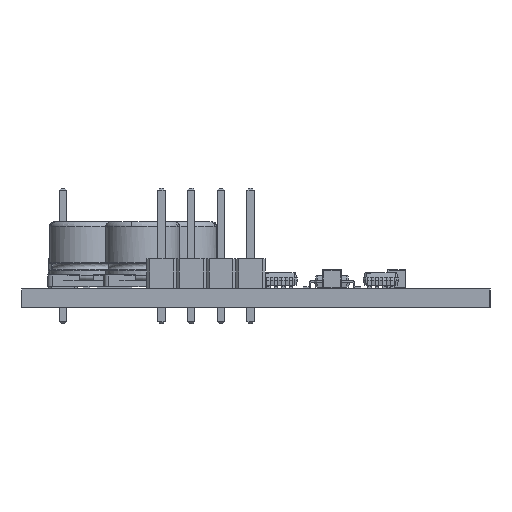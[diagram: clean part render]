
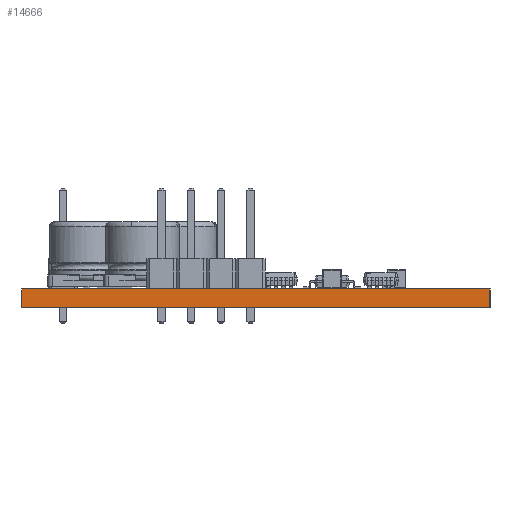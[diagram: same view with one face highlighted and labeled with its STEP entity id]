
A CAD part, left-side view. The second image highlights one B-rep face of the part: STEP entity #14666.
In plain terms, the highlighted planar face has unit normal (-1, 0, 0).
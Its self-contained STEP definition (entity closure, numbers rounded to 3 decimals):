
#14610 = VERTEX_POINT('',#14611);
#14611 = CARTESIAN_POINT('',(50.,-90.,1.6));
#14617 = EDGE_CURVE('',#14618,#14610,#14620,.T.);
#14618 = VERTEX_POINT('',#14619);
#14619 = CARTESIAN_POINT('',(50.,-90.,0.));
#14620 = LINE('',#14621,#14622);
#14621 = CARTESIAN_POINT('',(50.,-90.,0.));
#14622 = VECTOR('',#14623,1.);
#14623 = DIRECTION('',(0.,0.,1.));
#14666 = ADVANCED_FACE('',(#14667),#14692,.T.);
#14667 = FACE_BOUND('',#14668,.T.);
#14668 = EDGE_LOOP('',(#14669,#14670,#14678,#14686));
#14669 = ORIENTED_EDGE('',*,*,#14617,.T.);
#14670 = ORIENTED_EDGE('',*,*,#14671,.T.);
#14671 = EDGE_CURVE('',#14610,#14672,#14674,.T.);
#14672 = VERTEX_POINT('',#14673);
#14673 = CARTESIAN_POINT('',(50.,-50.,1.6));
#14674 = LINE('',#14675,#14676);
#14675 = CARTESIAN_POINT('',(50.,-90.,1.6));
#14676 = VECTOR('',#14677,1.);
#14677 = DIRECTION('',(0.,1.,0.));
#14678 = ORIENTED_EDGE('',*,*,#14679,.F.);
#14679 = EDGE_CURVE('',#14680,#14672,#14682,.T.);
#14680 = VERTEX_POINT('',#14681);
#14681 = CARTESIAN_POINT('',(50.,-50.,0.));
#14682 = LINE('',#14683,#14684);
#14683 = CARTESIAN_POINT('',(50.,-50.,0.));
#14684 = VECTOR('',#14685,1.);
#14685 = DIRECTION('',(0.,0.,1.));
#14686 = ORIENTED_EDGE('',*,*,#14687,.F.);
#14687 = EDGE_CURVE('',#14618,#14680,#14688,.T.);
#14688 = LINE('',#14689,#14690);
#14689 = CARTESIAN_POINT('',(50.,-90.,0.));
#14690 = VECTOR('',#14691,1.);
#14691 = DIRECTION('',(0.,1.,0.));
#14692 = PLANE('',#14693);
#14693 = AXIS2_PLACEMENT_3D('',#14694,#14695,#14696);
#14694 = CARTESIAN_POINT('',(50.,-90.,0.));
#14695 = DIRECTION('',(-1.,0.,0.));
#14696 = DIRECTION('',(0.,1.,0.));
